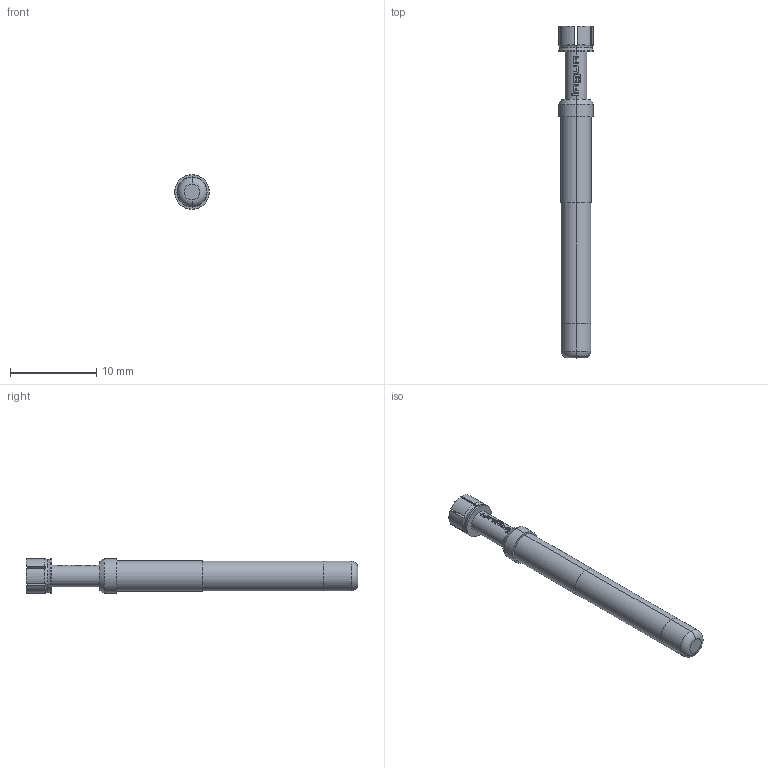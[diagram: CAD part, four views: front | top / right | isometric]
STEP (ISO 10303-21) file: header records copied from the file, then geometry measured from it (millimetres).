
FILE_DESCRIPTION (( 'STEP AP203' ), '1' );
FILE_NAME ('INGUN_HSS-150_319_400_A_xx02.STEP', '2021-01-18T10:25:40', ( '' ), ( '' ), 'SwSTEP 2.0', 'SolidWorks 2018', '' );
FILE_SCHEMA (( 'CONFIG_CONTROL_DESIGN' ));
Length unit declared in the file: millimetre
Products named in the file (1): INGUN_HSS-150_319_400_A_xx02
Bounding box: 4 x 38.5 x 4 mm (x, y, z)
Volume: 340.4 mm3; surface area: 476.1 mm2
Topology: 1 solids, 1 shells, 130 faces, 357 edges, 235 vertices
Faces by surface type: plane 59, cylinder 28, bspline 22, cone 15, torus 6
Entity records: 4625 total; most frequent: CARTESIAN_POINT 1431, ORIENTED_EDGE 714, DIRECTION 574, EDGE_CURVE 357, VERTEX_POINT 235, AXIS2_PLACEMENT_3D 230, EDGE_LOOP 136, ADVANCED_FACE 130
